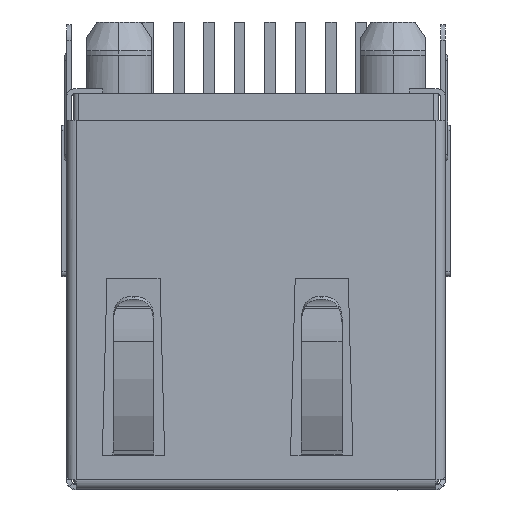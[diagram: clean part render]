
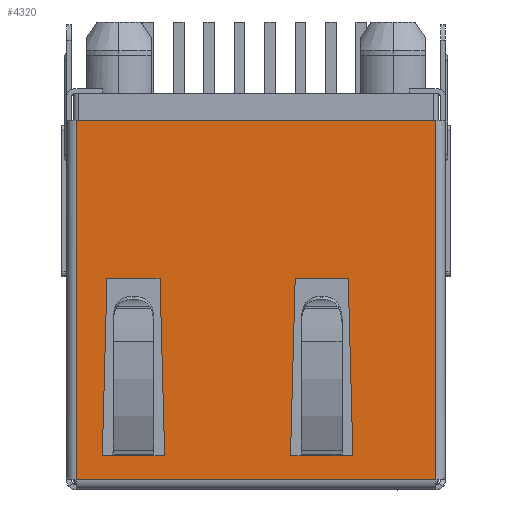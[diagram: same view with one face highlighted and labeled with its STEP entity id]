
A CAD part, top view. The second image highlights one B-rep face of the part: STEP entity #4320.
In plain terms, the highlighted planar face has unit normal (0, 0, 1).
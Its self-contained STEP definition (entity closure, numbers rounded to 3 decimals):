
#4320=ADVANCED_FACE('',(#9567,#9568,#9569),#9570,.T.);
#9567=FACE_BOUND('',#12783,.T.);
#9568=FACE_BOUND('',#12784,.T.);
#9569=FACE_OUTER_BOUND('',#12785,.T.);
#9570=PLANE('',#12786);
#12783=EDGE_LOOP('',(#20503,#20504,#20505,#20506,#20507,#20508));
#12784=EDGE_LOOP('',(#20509,#20510,#20511,#20512,#20513,#20514));
#12785=EDGE_LOOP('',(#20515,#20516,#20517,#20518));
#12786=AXIS2_PLACEMENT_3D('',#20519,#20520,#20521);
#20503=ORIENTED_EDGE('',*,*,#27561,.T.);
#20504=ORIENTED_EDGE('',*,*,#27562,.T.);
#20505=ORIENTED_EDGE('',*,*,#27563,.T.);
#20506=ORIENTED_EDGE('',*,*,#27368,.T.);
#20507=ORIENTED_EDGE('',*,*,#27564,.F.);
#20508=ORIENTED_EDGE('',*,*,#27565,.T.);
#20509=ORIENTED_EDGE('',*,*,#27566,.T.);
#20510=ORIENTED_EDGE('',*,*,#27567,.T.);
#20511=ORIENTED_EDGE('',*,*,#27568,.T.);
#20512=ORIENTED_EDGE('',*,*,#27354,.T.);
#20513=ORIENTED_EDGE('',*,*,#27569,.F.);
#20514=ORIENTED_EDGE('',*,*,#27570,.T.);
#20515=ORIENTED_EDGE('',*,*,#27571,.T.);
#20516=ORIENTED_EDGE('',*,*,#27572,.T.);
#20517=ORIENTED_EDGE('',*,*,#27573,.T.);
#20518=ORIENTED_EDGE('',*,*,#27452,.T.);
#20519=CARTESIAN_POINT('',(7.6,8.005,16.0));
#20520=DIRECTION('',(0.,0.,1.0));
#20521=DIRECTION('',(0.,-1.0,0.));
#27354=EDGE_CURVE('',#32009,#32006,#32010,.T.);
#27368=EDGE_CURVE('',#32035,#32032,#32036,.T.);
#27452=EDGE_CURVE('',#32195,#32193,#32196,.T.);
#27561=EDGE_CURVE('',#32372,#32373,#32374,.T.);
#27562=EDGE_CURVE('',#32373,#32375,#32376,.T.);
#27563=EDGE_CURVE('',#32375,#32035,#32377,.T.);
#27564=EDGE_CURVE('',#32378,#32032,#32379,.F.);
#27565=EDGE_CURVE('',#32378,#32372,#32380,.T.);
#27566=EDGE_CURVE('',#32381,#32382,#32383,.T.);
#27567=EDGE_CURVE('',#32382,#32384,#32385,.T.);
#27568=EDGE_CURVE('',#32384,#32009,#32386,.T.);
#27569=EDGE_CURVE('',#32387,#32006,#32388,.F.);
#27570=EDGE_CURVE('',#32387,#32381,#32389,.T.);
#27571=EDGE_CURVE('',#32193,#32253,#32390,.T.);
#27572=EDGE_CURVE('',#32253,#32118,#32391,.T.);
#27573=EDGE_CURVE('',#32118,#32195,#32392,.T.);
#32006=VERTEX_POINT('',#36807);
#32009=VERTEX_POINT('',#36811);
#32010=LINE('',#36812,#36813);
#32032=VERTEX_POINT('',#36849);
#32035=VERTEX_POINT('',#36853);
#32036=LINE('',#36854,#36855);
#32118=VERTEX_POINT('',#36983);
#32193=VERTEX_POINT('',#37090);
#32195=VERTEX_POINT('',#37092);
#32196=LINE('',#37093,#37094);
#32253=VERTEX_POINT('',#37172);
#32372=VERTEX_POINT('',#37397);
#32373=VERTEX_POINT('',#37398);
#32374=LINE('',#37399,#37400);
#32375=VERTEX_POINT('',#37401);
#32376=LINE('',#37402,#37403);
#32377=LINE('',#37404,#37405);
#32378=VERTEX_POINT('',#37406);
#32379=LINE('',#37407,#37408);
#32380=LINE('',#37409,#37410);
#32381=VERTEX_POINT('',#37411);
#32382=VERTEX_POINT('',#37412);
#32383=LINE('',#37413,#37414);
#32384=VERTEX_POINT('',#37415);
#32385=LINE('',#37416,#37417);
#32386=LINE('',#37418,#37419);
#32387=VERTEX_POINT('',#37420);
#32388=LINE('',#37421,#37422);
#32389=LINE('',#37423,#37424);
#32390=LINE('',#37425,#37426);
#32391=LINE('',#37427,#37428);
#32392=LINE('',#37429,#37430);
#36807=CARTESIAN_POINT('',(11.196,1.2,16.0));
#36811=CARTESIAN_POINT('',(11.64,1.2,16.0));
#36812=CARTESIAN_POINT('',(9.04,1.2,16.0));
#36813=VECTOR('',#40636,1000.0);
#36849=CARTESIAN_POINT('',(3.346,1.2,16.0));
#36853=CARTESIAN_POINT('',(3.79,1.2,16.0));
#36854=CARTESIAN_POINT('',(1.19,1.2,16.0));
#36855=VECTOR('',#40649,1000.0);
#36983=CARTESIAN_POINT('',(15.1,0.2,16.0));
#37090=CARTESIAN_POINT('',(0.1,15.2,16.0));
#37092=CARTESIAN_POINT('',(15.1,15.2,16.0));
#37093=CARTESIAN_POINT('',(15.1,15.2,16.0));
#37094=VECTOR('',#40749,1000.0);
#37172=CARTESIAN_POINT('',(0.1,0.2,16.0));
#37397=CARTESIAN_POINT('',(1.19,1.2,16.0));
#37398=CARTESIAN_POINT('',(1.384,8.6,16.0));
#37399=CARTESIAN_POINT('',(1.19,1.2,16.0));
#37400=VECTOR('',#40878,1000.0);
#37401=CARTESIAN_POINT('',(3.596,8.6,16.0));
#37402=CARTESIAN_POINT('',(3.596,8.6,16.0));
#37403=VECTOR('',#40879,1000.0);
#37404=CARTESIAN_POINT('',(3.79,1.2,16.0));
#37405=VECTOR('',#40880,1000.0);
#37406=CARTESIAN_POINT('',(1.634,1.2,16.0));
#37407=CARTESIAN_POINT('',(3.79,1.2,16.0));
#37408=VECTOR('',#40881,1000.0);
#37409=CARTESIAN_POINT('',(1.19,1.2,16.0));
#37410=VECTOR('',#40882,1000.0);
#37411=CARTESIAN_POINT('',(9.04,1.2,16.0));
#37412=CARTESIAN_POINT('',(9.234,8.6,16.0));
#37413=CARTESIAN_POINT('',(9.234,8.6,16.0));
#37414=VECTOR('',#40883,1000.0);
#37415=CARTESIAN_POINT('',(11.446,8.6,16.0));
#37416=CARTESIAN_POINT('',(11.446,8.6,16.0));
#37417=VECTOR('',#40884,1000.0);
#37418=CARTESIAN_POINT('',(11.64,1.2,16.0));
#37419=VECTOR('',#40885,1000.0);
#37420=CARTESIAN_POINT('',(9.484,1.2,16.0));
#37421=CARTESIAN_POINT('',(11.64,1.2,16.0));
#37422=VECTOR('',#40886,1000.0);
#37423=CARTESIAN_POINT('',(9.04,1.2,16.0));
#37424=VECTOR('',#40887,1000.0);
#37425=CARTESIAN_POINT('',(0.1,-0.009,16.0));
#37426=VECTOR('',#40888,1000.0);
#37427=CARTESIAN_POINT('',(0.1,0.2,16.0));
#37428=VECTOR('',#40889,1000.0);
#37429=CARTESIAN_POINT('',(15.1,-0.009,16.0));
#37430=VECTOR('',#40890,1000.0);
#40636=DIRECTION('',(-1.0,0.,0.));
#40649=DIRECTION('',(-1.0,0.,0.));
#40749=DIRECTION('',(-1.0,0.,0.));
#40878=DIRECTION('',(0.026,1.,0.));
#40879=DIRECTION('',(1.0,0.,0.));
#40880=DIRECTION('',(0.026,-1.,0.));
#40881=DIRECTION('',(-1.0,0.,0.));
#40882=DIRECTION('',(-1.0,0.,0.));
#40883=DIRECTION('',(0.026,1.,0.));
#40884=DIRECTION('',(1.0,0.,0.));
#40885=DIRECTION('',(0.026,-1.,0.));
#40886=DIRECTION('',(-1.0,0.,0.));
#40887=DIRECTION('',(-1.0,0.,0.));
#40888=DIRECTION('',(0.,-1.0,0.));
#40889=DIRECTION('',(1.0,0.,0.));
#40890=DIRECTION('',(0.,1.0,0.));
